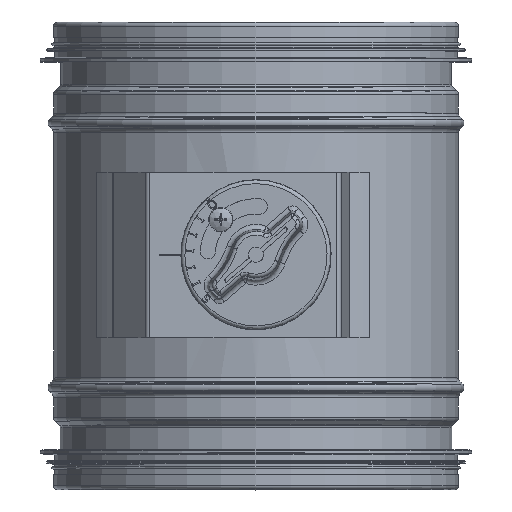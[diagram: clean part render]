
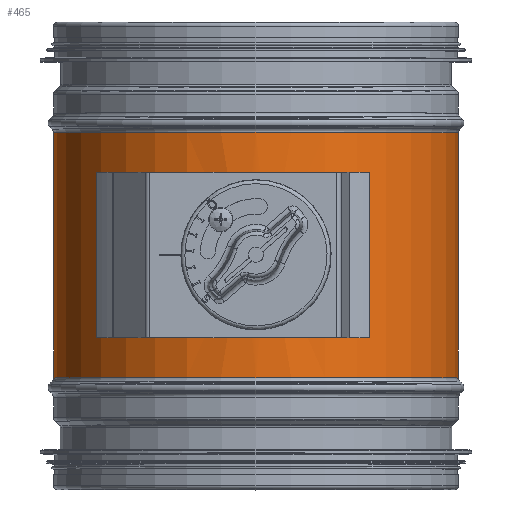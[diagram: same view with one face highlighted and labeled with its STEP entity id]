
A CAD part, top view. The second image highlights one B-rep face of the part: STEP entity #465.
In plain terms, the highlighted cylindrical face has radius 79.5 mm (diameter 159 mm), a full revolution.
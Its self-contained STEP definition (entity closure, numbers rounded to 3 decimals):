
#112=CARTESIAN_POINT('',(6.,91.5,79.273));
#113=VERTEX_POINT('',#112);
#114=CARTESIAN_POINT('',(6.,91.5,79.273));
#115=CARTESIAN_POINT('',(6.,90.746,79.273));
#116=CARTESIAN_POINT('',(5.849,89.943,79.285));
#117=CARTESIAN_POINT('',(5.237,88.464,79.328));
#118=CARTESIAN_POINT('',(4.775,87.79,79.358));
#119=CARTESIAN_POINT('',(3.71,86.725,79.415));
#120=CARTESIAN_POINT('',(3.036,86.263,79.445));
#121=CARTESIAN_POINT('',(1.557,85.651,79.488));
#122=CARTESIAN_POINT('',(0.754,85.5,79.5));
#123=CARTESIAN_POINT('',(-0.754,85.5,79.5));
#124=CARTESIAN_POINT('',(-1.557,85.651,79.488));
#125=CARTESIAN_POINT('',(-3.036,86.263,79.445));
#126=CARTESIAN_POINT('',(-3.71,86.725,79.415));
#127=CARTESIAN_POINT('',(-4.775,87.79,79.358));
#128=CARTESIAN_POINT('',(-5.237,88.464,79.328));
#129=CARTESIAN_POINT('',(-5.849,89.943,79.285));
#130=CARTESIAN_POINT('',(-6.,90.746,79.273));
#131=CARTESIAN_POINT('',(-6.,92.254,79.273));
#132=CARTESIAN_POINT('',(-5.849,93.057,79.285));
#133=CARTESIAN_POINT('',(-5.237,94.536,79.328));
#134=CARTESIAN_POINT('',(-4.775,95.21,79.358));
#135=CARTESIAN_POINT('',(-3.71,96.275,79.415));
#136=CARTESIAN_POINT('',(-3.036,96.737,79.445));
#137=CARTESIAN_POINT('',(-1.557,97.349,79.488));
#138=CARTESIAN_POINT('',(-0.754,97.5,79.5));
#139=CARTESIAN_POINT('',(0.754,97.5,79.5));
#140=CARTESIAN_POINT('',(1.557,97.349,79.488));
#141=CARTESIAN_POINT('',(3.036,96.737,79.445));
#142=CARTESIAN_POINT('',(3.71,96.275,79.415));
#143=CARTESIAN_POINT('',(4.775,95.21,79.358));
#144=CARTESIAN_POINT('',(5.237,94.536,79.328));
#145=CARTESIAN_POINT('',(5.849,93.057,79.285));
#146=CARTESIAN_POINT('',(6.,92.254,79.273));
#147=CARTESIAN_POINT('',(6.,91.5,79.273));
#148=B_SPLINE_CURVE_WITH_KNOTS('',3,(#114,#115,#116,#117,#118,#119,#120,#121,#122,#123,#124,#125,#126,#127,#128,#129,#130,#131,#132,#133,#134,#135,#136,#137,#138,#139,#140,#141,#142,#143,#144,#145,#146,#147),.UNSPECIFIED.,.T.,.U.,(4,2,2,2,2,2,2,2,2,2,2,2,2,2,2,2,4),(0.0,0.226,0.452,0.678,0.904,1.131,1.357,1.583,1.809,2.035,2.261,2.487,2.713,2.939,3.165,3.392,3.618),.UNSPECIFIED.);
#149=EDGE_CURVE('',#113,#113,#148,.T.);
#428=CARTESIAN_POINT('',(79.5,43.328,0.0));
#429=VERTEX_POINT('',#428);
#430=CARTESIAN_POINT('',(0.0,43.328,0.0));
#431=DIRECTION('',(0.0,-1.0,0.0));
#432=DIRECTION('',(1.0,0.0,0.0));
#433=AXIS2_PLACEMENT_3D('',#430,#431,#432);
#434=CIRCLE('',#433,79.5);
#435=EDGE_CURVE('',#429,#429,#434,.T.);
#443=CARTESIAN_POINT('',(0.0,91.5,0.0));
#444=DIRECTION('',(0.0,-1.0,0.0));
#445=DIRECTION('',(1.0,0.0,0.0));
#446=AXIS2_PLACEMENT_3D('',#443,#444,#445);
#447=CYLINDRICAL_SURFACE('',#446,79.5);
#448=CARTESIAN_POINT('',(79.5,139.672,0.0));
#449=VERTEX_POINT('',#448);
#450=CARTESIAN_POINT('',(0.0,139.672,0.0));
#451=DIRECTION('',(0.0,-1.0,0.0));
#452=DIRECTION('',(1.0,0.0,0.0));
#453=AXIS2_PLACEMENT_3D('',#450,#451,#452);
#454=CIRCLE('',#453,79.5);
#455=EDGE_CURVE('',#449,#449,#454,.T.);
#456=ORIENTED_EDGE('',*,*,#455,.T.);
#457=EDGE_LOOP('',(#456));
#458=FACE_OUTER_BOUND('',#457,.T.);
#459=ORIENTED_EDGE('',*,*,#149,.T.);
#460=EDGE_LOOP('',(#459));
#461=FACE_BOUND('',#460,.T.);
#462=ORIENTED_EDGE('',*,*,#435,.F.);
#463=EDGE_LOOP('',(#462));
#464=FACE_BOUND('',#463,.T.);
#465=ADVANCED_FACE('',(#458,#461,#464),#447,.T.);
